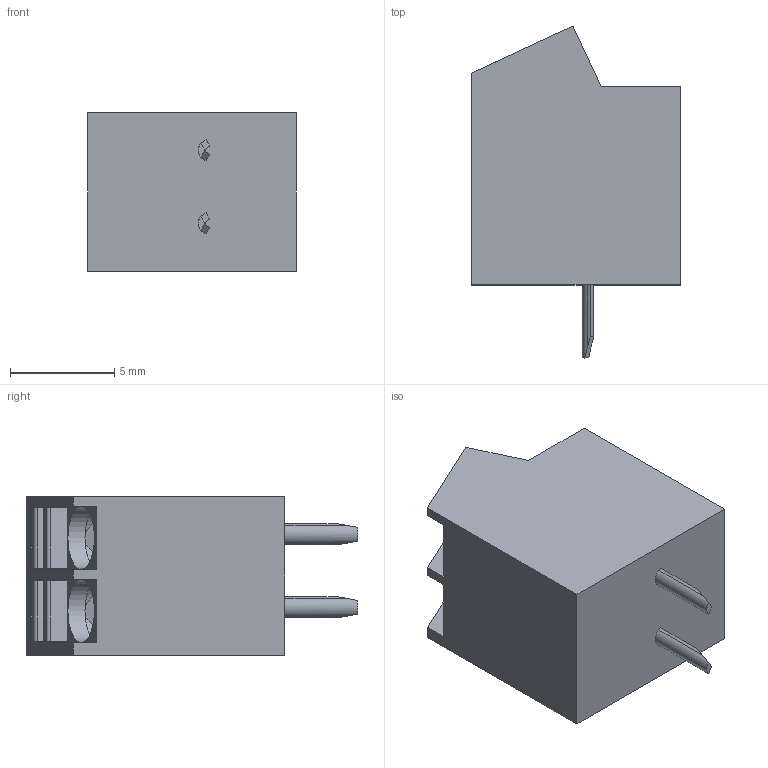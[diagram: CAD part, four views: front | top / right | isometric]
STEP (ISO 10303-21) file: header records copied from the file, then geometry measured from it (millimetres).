
FILE_DESCRIPTION((''),'2;1');
FILE_NAME('PRT0007','2024-09-25T',('sj'),(''),'PRO/ENGINEER BY PARAMETRIC TECHNOLOGY CORPORATION, 2013240','PRO/ENGINEER BY PARAMETRIC TECHNOLOGY CORPORATION, 2013240','');
FILE_SCHEMA(('AUTOMOTIVE_DESIGN_CC2 { 1 2 10303 214 -1 1 5 2 }'));
Length unit declared in the file: millimetre
Products named in the file (1): PRT0007
Bounding box: 10 x 15.9 x 7.6 mm (x, y, z)
Volume: 755.4 mm3; surface area: 663.1 mm2
Topology: 1 solids, 1 shells, 98 faces, 254 edges, 164 vertices
Faces by surface type: plane 68, cylinder 20, cone 10
Entity records: 3069 total; most frequent: CARTESIAN_POINT 663, ORIENTED_EDGE 508, DIRECTION 468, EDGE_CURVE 254, VECTOR 184, LINE 184, VERTEX_POINT 164, AXIS2_PLACEMENT_3D 142
